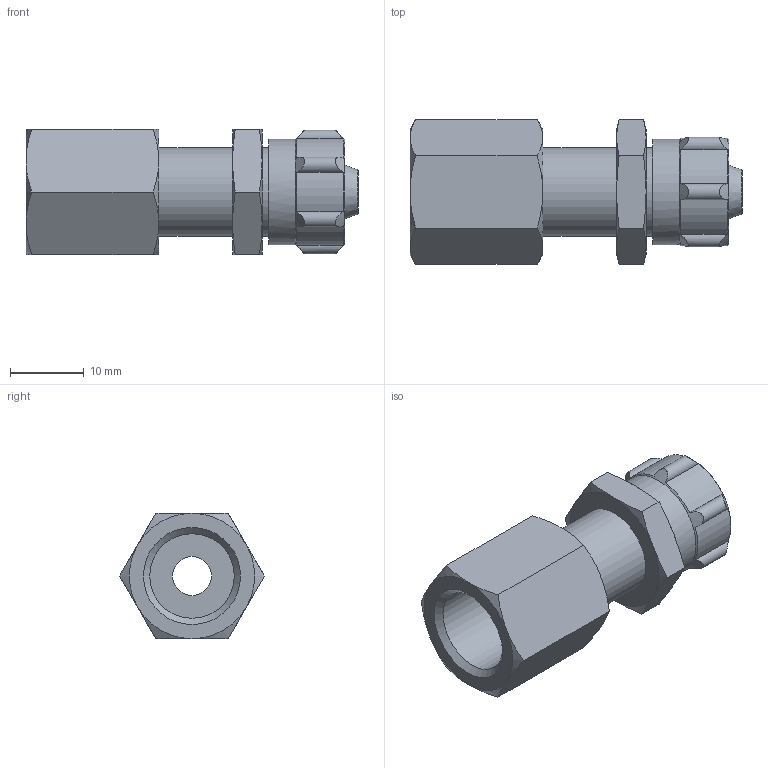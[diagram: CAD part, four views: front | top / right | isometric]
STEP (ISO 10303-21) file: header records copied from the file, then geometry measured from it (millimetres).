
FILE_DESCRIPTION(/* description */ ('STEP AP214'),/* implementation_level */ '2;1');
FILE_NAME(/* name */ '9426_QCK-1_4-PK-6-B',/* time_stamp */ '2024-09-14T05:25:30+02:00',/* author */ ('License CC BY-ND 4.0'),/* organization */ ('CADENAS'),/* preprocessor_version */ 'ST-DEVELOPER v19.3',/* originating_system */ 'PARTsolutions',/* authorisation */ ' ');
FILE_SCHEMA (('AUTOMOTIVE_DESIGN {1 0 10303 214 3 1 1}'));
Length unit declared in the file: millimetre
Products named in the file (1): 9426 QCK-1/4-PK-6-B
Bounding box: 45 x 19.63 x 17 mm (x, y, z)
Volume: 6573.8 mm3; surface area: 4016.4 mm2
Topology: 1 solids, 1 shells, 66 faces, 148 edges, 90 vertices
Faces by surface type: cone 28, plane 20, cylinder 17, torus 1
Full cylindrical faces by diameter (mm): 5.3 x1, 11.445 x1, 12 x2, 14.28 x1
Entity records: 1892 total; most frequent: CARTESIAN_POINT 529, ORIENTED_EDGE 270, DIRECTION 260, EDGE_CURVE 135, AXIS2_PLACEMENT_3D 118, VERTEX_POINT 87, EDGE_LOOP 84, FACE_BOUND 84
